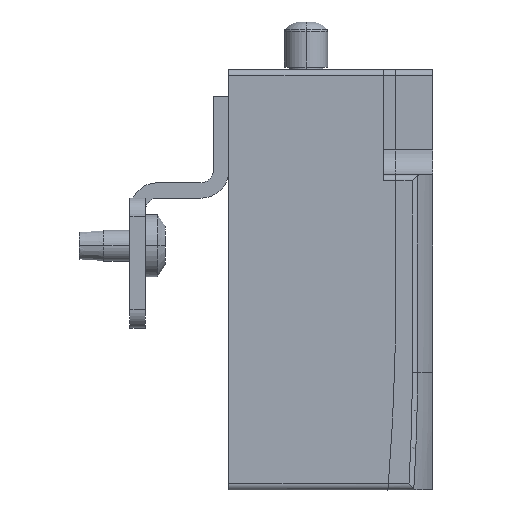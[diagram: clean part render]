
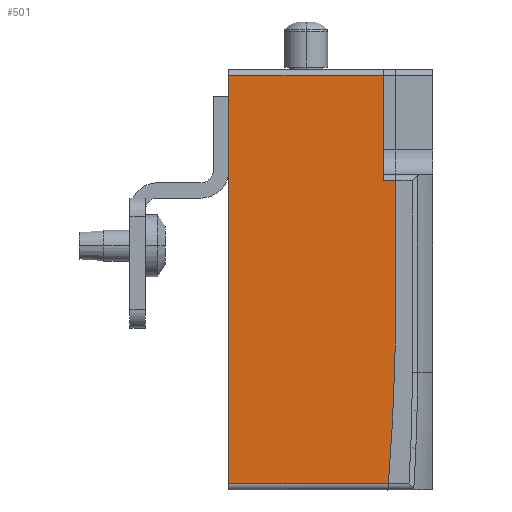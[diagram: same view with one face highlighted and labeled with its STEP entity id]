
A CAD part, left-side view. The second image highlights one B-rep face of the part: STEP entity #501.
In plain terms, the highlighted planar face has unit normal (-1, 0, 0).
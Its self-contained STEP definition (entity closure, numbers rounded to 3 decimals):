
#501=ADVANCED_FACE('',(#1052),#1053,.T.);
#1052=FACE_OUTER_BOUND('',#1673,.T.);
#1053=PLANE('',#1674);
#1673=EDGE_LOOP('',(#2905,#2906,#2907,#2908,#2909,#2910,#2911));
#1674=AXIS2_PLACEMENT_3D('',#2912,#2913,#2914);
#2905=ORIENTED_EDGE('',*,*,#4149,.T.);
#2906=ORIENTED_EDGE('',*,*,#4151,.T.);
#2907=ORIENTED_EDGE('',*,*,#4175,.F.);
#2908=ORIENTED_EDGE('',*,*,#4176,.T.);
#2909=ORIENTED_EDGE('',*,*,#4177,.T.);
#2910=ORIENTED_EDGE('',*,*,#4178,.T.);
#2911=ORIENTED_EDGE('',*,*,#4179,.T.);
#2912=CARTESIAN_POINT('',(14.5,33.0,34.));
#2913=DIRECTION('',(-1.0,0.0,0.0));
#2914=DIRECTION('',(0.0,0.0,1.0));
#4149=EDGE_CURVE('',#5046,#5050,#5052,.T.);
#4151=EDGE_CURVE('',#5050,#5054,#5055,.T.);
#4175=EDGE_CURVE('',#5091,#5054,#5092,.T.);
#4176=EDGE_CURVE('',#5091,#5093,#5094,.T.);
#4177=EDGE_CURVE('',#5093,#5095,#5096,.T.);
#4178=EDGE_CURVE('',#5095,#5097,#5098,.T.);
#4179=EDGE_CURVE('',#5097,#5046,#5099,.T.);
#5046=VERTEX_POINT('',#6261);
#5050=VERTEX_POINT('',#6266);
#5052=LINE('',#6268,#6269);
#5054=VERTEX_POINT('',#6271);
#5055=LINE('',#6272,#6273);
#5091=VERTEX_POINT('',#6319);
#5092=LINE('',#6320,#6321);
#5093=VERTEX_POINT('',#6322);
#5094=LINE('',#6323,#6324);
#5095=VERTEX_POINT('',#6325);
#5096=LINE('',#6326,#6327);
#5097=VERTEX_POINT('',#6328);
#5098=CIRCLE('',#6329,380.3);
#5099=LINE('',#6330,#6331);
#6261=CARTESIAN_POINT('',(14.5,6.,50.));
#6266=CARTESIAN_POINT('',(14.5,8.0,50.));
#6268=CARTESIAN_POINT('',(14.5,7.,50.));
#6269=VECTOR('',#7551,1.0);
#6271=CARTESIAN_POINT('',(14.5,8.0,67.));
#6272=CARTESIAN_POINT('',(14.5,8.0,48.8));
#6273=VECTOR('',#7552,1.0);
#6319=CARTESIAN_POINT('',(14.5,33.0,67.));
#6320=CARTESIAN_POINT('',(14.5,33.0,67.));
#6321=VECTOR('',#7587,1.0);
#6322=CARTESIAN_POINT('',(14.5,33.0,1.));
#6323=CARTESIAN_POINT('',(14.5,33.0,67.));
#6324=VECTOR('',#7588,1.0);
#6325=CARTESIAN_POINT('',(14.5,7.185,1.));
#6326=CARTESIAN_POINT('',(14.5,33.0,1.));
#6327=VECTOR('',#7589,1.0);
#6328=CARTESIAN_POINT('',(14.5,6.,31.));
#6329=AXIS2_PLACEMENT_3D('',#7590,#7591,#7592);
#6330=CARTESIAN_POINT('',(14.5,6.,41.825));
#6331=VECTOR('',#7593,1.0);
#7551=DIRECTION('',(0.0,1.0,0.0));
#7552=DIRECTION('',(0.0,0.0,1.0));
#7587=DIRECTION('',(0.0,-1.0,0.0));
#7588=DIRECTION('',(0.0,0.0,-1.0));
#7589=DIRECTION('',(0.0,-1.0,0.0));
#7590=CARTESIAN_POINT('',(14.5,386.3,31.));
#7591=DIRECTION('',(-1.0,-0.0,0.0));
#7592=DIRECTION('',(0.0,-1.,0.));
#7593=DIRECTION('',(0.0,0.0,1.0));
